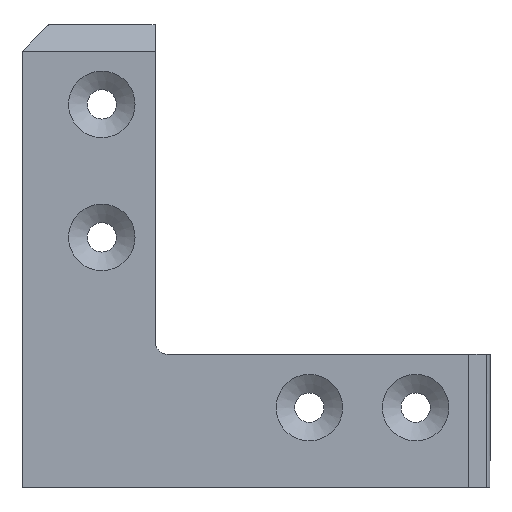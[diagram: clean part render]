
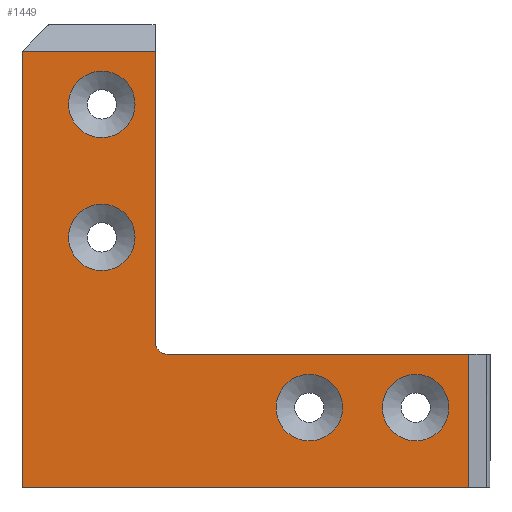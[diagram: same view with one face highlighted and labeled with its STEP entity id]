
A CAD part, front view. The second image highlights one B-rep face of the part: STEP entity #1449.
In plain terms, the highlighted planar face has unit normal (0, -1, 0).
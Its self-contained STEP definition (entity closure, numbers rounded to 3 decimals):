
#53=FACE_BOUND('',#304,.T.);
#54=FACE_BOUND('',#305,.T.);
#55=FACE_BOUND('',#306,.T.);
#56=FACE_BOUND('',#307,.T.);
#109=CIRCLE('',#1575,6.25);
#110=CIRCLE('',#1577,2.5);
#111=CIRCLE('',#1578,6.25);
#112=CIRCLE('',#1579,6.25);
#113=CIRCLE('',#1580,6.25);
#201=FACE_OUTER_BOUND('',#303,.T.);
#303=EDGE_LOOP('',(#1228,#1229,#1230,#1231,#1232,#1233,#1234));
#304=EDGE_LOOP('',(#1235));
#305=EDGE_LOOP('',(#1236));
#306=EDGE_LOOP('',(#1237));
#307=EDGE_LOOP('',(#1238));
#408=LINE('',#2231,#547);
#414=LINE('',#2245,#553);
#438=LINE('',#2328,#577);
#450=LINE('',#2369,#589);
#451=LINE('',#2372,#590);
#452=LINE('',#2373,#591);
#547=VECTOR('',#1790,10.);
#553=VECTOR('',#1802,10.);
#577=VECTOR('',#1882,10.);
#589=VECTOR('',#1930,10.);
#590=VECTOR('',#1933,10.);
#591=VECTOR('',#1934,10.);
#681=VERTEX_POINT('',#2228);
#682=VERTEX_POINT('',#2230);
#686=VERTEX_POINT('',#2242);
#687=VERTEX_POINT('',#2244);
#717=VERTEX_POINT('',#2325);
#718=VERTEX_POINT('',#2327);
#729=VERTEX_POINT('',#2365);
#730=VERTEX_POINT('',#2371);
#731=VERTEX_POINT('',#2374);
#732=VERTEX_POINT('',#2376);
#733=VERTEX_POINT('',#2378);
#838=EDGE_CURVE('',#681,#682,#408,.T.);
#845=EDGE_CURVE('',#686,#687,#414,.T.);
#887=EDGE_CURVE('',#717,#718,#438,.T.);
#907=EDGE_CURVE('',#729,#729,#109,.T.);
#908=EDGE_CURVE('',#687,#717,#450,.T.);
#909=EDGE_CURVE('',#682,#686,#110,.T.);
#910=EDGE_CURVE('',#730,#681,#451,.T.);
#911=EDGE_CURVE('',#718,#730,#452,.T.);
#912=EDGE_CURVE('',#731,#731,#111,.T.);
#913=EDGE_CURVE('',#732,#732,#112,.T.);
#914=EDGE_CURVE('',#733,#733,#113,.T.);
#1228=ORIENTED_EDGE('',*,*,#908,.F.);
#1229=ORIENTED_EDGE('',*,*,#845,.F.);
#1230=ORIENTED_EDGE('',*,*,#909,.F.);
#1231=ORIENTED_EDGE('',*,*,#838,.F.);
#1232=ORIENTED_EDGE('',*,*,#910,.F.);
#1233=ORIENTED_EDGE('',*,*,#911,.F.);
#1234=ORIENTED_EDGE('',*,*,#887,.F.);
#1235=ORIENTED_EDGE('',*,*,#912,.F.);
#1236=ORIENTED_EDGE('',*,*,#913,.F.);
#1237=ORIENTED_EDGE('',*,*,#914,.F.);
#1238=ORIENTED_EDGE('',*,*,#907,.F.);
#1392=PLANE('',#1576);
#1449=ADVANCED_FACE('',(#201,#53,#54,#55,#56),#1392,.F.);
#1575=AXIS2_PLACEMENT_3D('',#2367,#1926,#1927);
#1576=AXIS2_PLACEMENT_3D('',#2368,#1928,#1929);
#1577=AXIS2_PLACEMENT_3D('',#2370,#1931,#1932);
#1578=AXIS2_PLACEMENT_3D('',#2375,#1935,#1936);
#1579=AXIS2_PLACEMENT_3D('',#2377,#1937,#1938);
#1580=AXIS2_PLACEMENT_3D('',#2379,#1939,#1940);
#1790=DIRECTION('',(0.,0.,-1.));
#1802=DIRECTION('',(1.,0.,0.));
#1882=DIRECTION('',(-1.,0.,0.));
#1926=DIRECTION('center_axis',(0.,-1.,0.));
#1927=DIRECTION('ref_axis',(-1.,0.,0.));
#1928=DIRECTION('center_axis',(0.,1.,0.));
#1929=DIRECTION('ref_axis',(0.,0.,1.));
#1930=DIRECTION('',(0.,0.,-1.));
#1931=DIRECTION('center_axis',(0.,-1.,0.));
#1932=DIRECTION('ref_axis',(-0.707,0.,-0.707));
#1933=DIRECTION('',(1.,0.,0.));
#1934=DIRECTION('',(0.,0.,1.));
#1935=DIRECTION('center_axis',(0.,-1.,0.));
#1936=DIRECTION('ref_axis',(-1.,0.,0.));
#1937=DIRECTION('center_axis',(0.,-1.,0.));
#1938=DIRECTION('ref_axis',(-1.,0.,0.));
#1939=DIRECTION('center_axis',(0.,-1.,0.));
#1940=DIRECTION('ref_axis',(-1.,0.,0.));
#2228=CARTESIAN_POINT('',(28.,3.,77.));
#2230=CARTESIAN_POINT('',(28.,3.,22.5));
#2231=CARTESIAN_POINT('',(28.,3.,29.25));
#2242=CARTESIAN_POINT('',(30.5,3.,20.));
#2244=CARTESIAN_POINT('',(87.,3.,20.));
#2245=CARTESIAN_POINT('',(27.491,3.,20.));
#2325=CARTESIAN_POINT('',(87.,3.,-5.));
#2327=CARTESIAN_POINT('',(3.,3.,-5.));
#2328=CARTESIAN_POINT('',(46.491,3.,-5.));
#2365=CARTESIAN_POINT('',(83.25,3.,10.));
#2367=CARTESIAN_POINT('Origin',(77.,3.,10.));
#2368=CARTESIAN_POINT('Origin',(46.982,3.,38.5));
#2369=CARTESIAN_POINT('',(87.,3.,19.25));
#2370=CARTESIAN_POINT('Origin',(30.5,3.,22.5));
#2371=CARTESIAN_POINT('',(3.,3.,77.));
#2372=CARTESIAN_POINT('',(26.991,3.,77.));
#2373=CARTESIAN_POINT('',(3.,3.,37.306));
#2374=CARTESIAN_POINT('',(63.25,3.,10.));
#2375=CARTESIAN_POINT('Origin',(57.,3.,10.));
#2376=CARTESIAN_POINT('',(24.25,3.,42.));
#2377=CARTESIAN_POINT('Origin',(18.,3.,42.));
#2378=CARTESIAN_POINT('',(24.25,3.,67.));
#2379=CARTESIAN_POINT('Origin',(18.,3.,67.));
